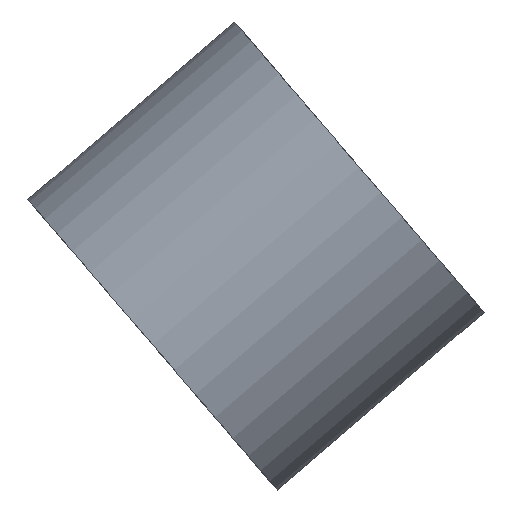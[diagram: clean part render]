
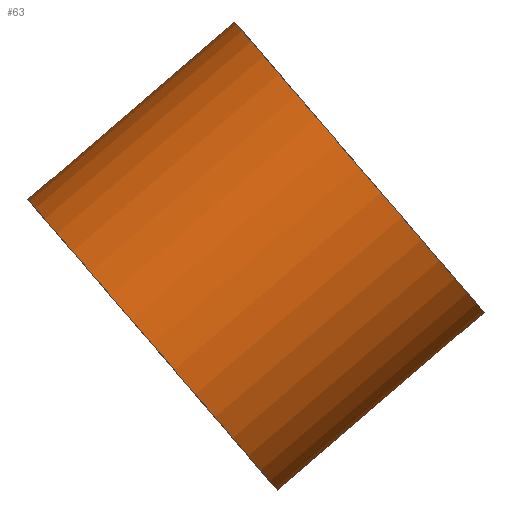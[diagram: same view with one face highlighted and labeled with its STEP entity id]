
A CAD part, front view. The second image highlights one B-rep face of the part: STEP entity #63.
In plain terms, the highlighted cylindrical face has radius 11.1 mm (diameter 22.2 mm), a full revolution.
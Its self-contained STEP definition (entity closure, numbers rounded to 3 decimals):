
#16=LINE('',#120,#18);
#18=VECTOR('',#104,11.1);
#20=CYLINDRICAL_SURFACE('',#84,11.1);
#25=FACE_OUTER_BOUND('',#30,.T.);
#30=EDGE_LOOP('',(#53,#54,#55,#56));
#33=CIRCLE('',#80,11.1);
#36=CIRCLE('',#85,11.1);
#37=VERTEX_POINT('',#109);
#40=VERTEX_POINT('',#118);
#41=EDGE_CURVE('',#37,#37,#33,.T.);
#45=EDGE_CURVE('',#40,#40,#36,.T.);
#46=EDGE_CURVE('',#40,#37,#16,.T.);
#53=ORIENTED_EDGE('',*,*,#45,.F.);
#54=ORIENTED_EDGE('',*,*,#46,.T.);
#55=ORIENTED_EDGE('',*,*,#41,.F.);
#56=ORIENTED_EDGE('',*,*,#46,.F.);
#63=ADVANCED_FACE('',(#25),#20,.T.);
#80=AXIS2_PLACEMENT_3D('',#110,#91,#92);
#84=AXIS2_PLACEMENT_3D('',#117,#100,#101);
#85=AXIS2_PLACEMENT_3D('',#119,#102,#103);
#91=DIRECTION('center_axis',(-0.759,0.,-0.651));
#92=DIRECTION('ref_axis',(-0.651,0.,0.759));
#100=DIRECTION('center_axis',(0.759,0.,0.651));
#101=DIRECTION('ref_axis',(-0.651,0.,0.759));
#102=DIRECTION('center_axis',(0.759,0.,0.651));
#103=DIRECTION('ref_axis',(-0.651,0.,0.759));
#104=DIRECTION('',(-0.759,0.,-0.651));
#109=CARTESIAN_POINT('',(-13.952,12.,-52.945));
#110=CARTESIAN_POINT('Origin',(-21.184,12.,-44.524));
#117=CARTESIAN_POINT('Origin',(-15.19,12.,-39.378));
#118=CARTESIAN_POINT('',(-1.965,12.,-42.652));
#119=CARTESIAN_POINT('Origin',(-9.197,12.,-34.231));
#120=CARTESIAN_POINT('',(-7.959,12.,-47.799));
